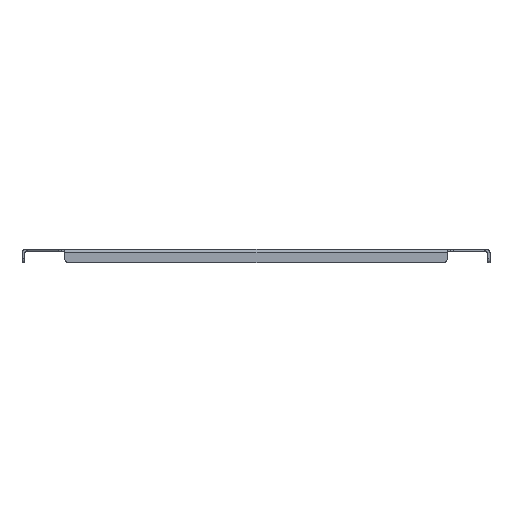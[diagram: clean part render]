
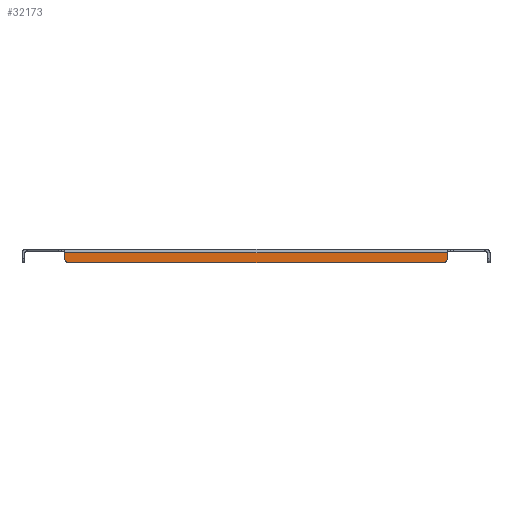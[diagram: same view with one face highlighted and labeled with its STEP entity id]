
A CAD part, left-side view. The second image highlights one B-rep face of the part: STEP entity #32173.
In plain terms, the highlighted planar face has unit normal (-1, 0, 0).
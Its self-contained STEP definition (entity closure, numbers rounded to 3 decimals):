
#278 = CARTESIAN_POINT ( 'NONE',  ( -225., 143., -5. ) ) ;
#1421 = LINE ( 'NONE', #56215, #53184 ) ;
#6487 = LINE ( 'NONE', #40014, #34090 ) ;
#6666 = EDGE_CURVE ( 'NONE', #66099, #10082, #49372, .T. ) ;
#7277 = VECTOR ( 'NONE', #85309, 1000. ) ;
#10082 = VERTEX_POINT ( 'NONE', #30255 ) ;
#10380 = EDGE_CURVE ( 'NONE', #62479, #80697, #69135, .T. ) ;
#11090 = CARTESIAN_POINT ( 'NONE',  ( -225., 143., 2. ) ) ;
#11823 = AXIS2_PLACEMENT_3D ( 'NONE', #73810, #62453, #61170 ) ;
#14715 = ORIENTED_EDGE ( 'NONE', *, *, #48071, .T. ) ;
#16204 = DIRECTION ( 'NONE',  ( 0., -1., 0. ) ) ;
#21459 = CARTESIAN_POINT ( 'NONE',  ( -225., -143., -5. ) ) ;
#23831 = DIRECTION ( 'NONE',  ( 1., 0., 0. ) ) ;
#25462 = DIRECTION ( 'NONE',  ( 0., 0., -1. ) ) ;
#26534 = ORIENTED_EDGE ( 'NONE', *, *, #10380, .T. ) ;
#30255 = CARTESIAN_POINT ( 'NONE',  ( -225., 140., -8. ) ) ;
#31154 = VERTEX_POINT ( 'NONE', #78823 ) ;
#31527 = EDGE_CURVE ( 'NONE', #67761, #31154, #6487, .T. ) ;
#32173 = ADVANCED_FACE ( 'NONE', ( #80877 ), #69930, .F. ) ;
#32410 = LINE ( 'NONE', #11090, #35190 ) ;
#33687 = DIRECTION ( 'NONE',  ( -1., 0., 0. ) ) ;
#34090 = VECTOR ( 'NONE', #86123, 1000. ) ;
#34139 = AXIS2_PLACEMENT_3D ( 'NONE', #62976, #23831, #83010 ) ;
#35190 = VECTOR ( 'NONE', #25462, 1000. ) ;
#37988 = ORIENTED_EDGE ( 'NONE', *, *, #46235, .F. ) ;
#40014 = CARTESIAN_POINT ( 'NONE',  ( -225., 143., -0.5 ) ) ;
#40233 = DIRECTION ( 'NONE',  ( 0., 0., -1. ) ) ;
#46235 = EDGE_CURVE ( 'NONE', #67761, #80697, #83595, .T. ) ;
#48071 = EDGE_CURVE ( 'NONE', #31154, #66099, #32410, .T. ) ;
#49372 = CIRCLE ( 'NONE', #11823, 3. ) ;
#53184 = VECTOR ( 'NONE', #16204, 1000. ) ;
#53791 = ORIENTED_EDGE ( 'NONE', *, *, #58679, .T. ) ;
#55235 = AXIS2_PLACEMENT_3D ( 'NONE', #65855, #33687, #40233 ) ;
#56215 = CARTESIAN_POINT ( 'NONE',  ( -225., 143., -8. ) ) ;
#58679 = EDGE_CURVE ( 'NONE', #10082, #62479, #1421, .T. ) ;
#61170 = DIRECTION ( 'NONE',  ( 0., 0., -1. ) ) ;
#62453 = DIRECTION ( 'NONE',  ( -1., 0., 0. ) ) ;
#62479 = VERTEX_POINT ( 'NONE', #64843 ) ;
#62976 = CARTESIAN_POINT ( 'NONE',  ( -225., 143., 2. ) ) ;
#63963 = CARTESIAN_POINT ( 'NONE',  ( -225., -143., 2. ) ) ;
#64843 = CARTESIAN_POINT ( 'NONE',  ( -225., -140., -8. ) ) ;
#65855 = CARTESIAN_POINT ( 'NONE',  ( -225., -140., -5. ) ) ;
#66099 = VERTEX_POINT ( 'NONE', #278 ) ;
#67761 = VERTEX_POINT ( 'NONE', #83253 ) ;
#68118 = ORIENTED_EDGE ( 'NONE', *, *, #6666, .T. ) ;
#69135 = CIRCLE ( 'NONE', #55235, 3. ) ;
#69930 = PLANE ( 'NONE',  #34139 ) ;
#73514 = EDGE_LOOP ( 'NONE', ( #37988, #82623, #14715, #68118, #53791, #26534 ) ) ;
#73810 = CARTESIAN_POINT ( 'NONE',  ( -225., 140., -5. ) ) ;
#78823 = CARTESIAN_POINT ( 'NONE',  ( -225., 143., -0.5 ) ) ;
#80697 = VERTEX_POINT ( 'NONE', #21459 ) ;
#80877 = FACE_OUTER_BOUND ( 'NONE', #73514, .T. ) ;
#82623 = ORIENTED_EDGE ( 'NONE', *, *, #31527, .T. ) ;
#83010 = DIRECTION ( 'NONE',  ( 0., 0., -1. ) ) ;
#83253 = CARTESIAN_POINT ( 'NONE',  ( -225., -143., -0.5 ) ) ;
#83595 = LINE ( 'NONE', #63963, #7277 ) ;
#85309 = DIRECTION ( 'NONE',  ( 0., 0., -1. ) ) ;
#86123 = DIRECTION ( 'NONE',  ( 0., 1., 0. ) ) ;
